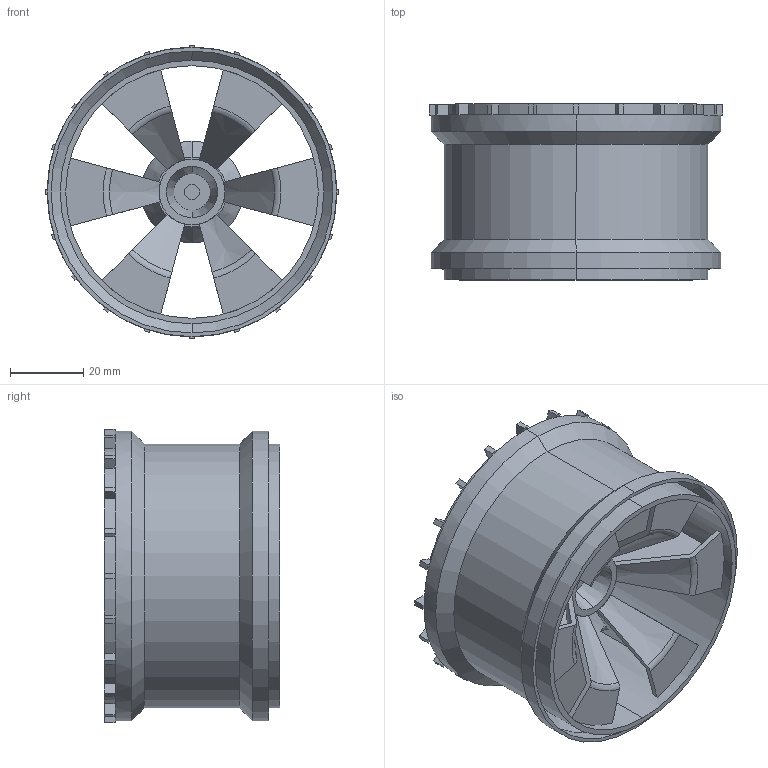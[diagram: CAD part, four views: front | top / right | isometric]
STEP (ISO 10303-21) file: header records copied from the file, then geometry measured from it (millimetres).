
FILE_DESCRIPTION(('STEP AP214'),'1');
FILE_NAME('OpenRC Truggy Rim W Support.A.2.stl.stp','2013-01-02T09:25:14',(' '),(' '),'Spatial InterOp 3D',' ',' ');
FILE_SCHEMA(('automotive_design'));
Length unit declared in the file: millimetre
Products named in the file (1): Rim
Bounding box: 80.21 x 48 x 80.21 mm (x, y, z)
Volume: 31916 mm3; surface area: 45125.2 mm2
Topology: 1 solids, 2 shells, 297 faces, 760 edges, 474 vertices
Faces by surface type: plane 225, cone 42, cylinder 24, torus 6
Entity records: 11446 total; most frequent: CARTESIAN_POINT 1820, ORIENTED_EDGE 1520, DIRECTION 1502, EDGE_CURVE 760, AXIS2_PLACEMENT_3D 516, VERTEX_POINT 474, LINE 470, VECTOR 470
